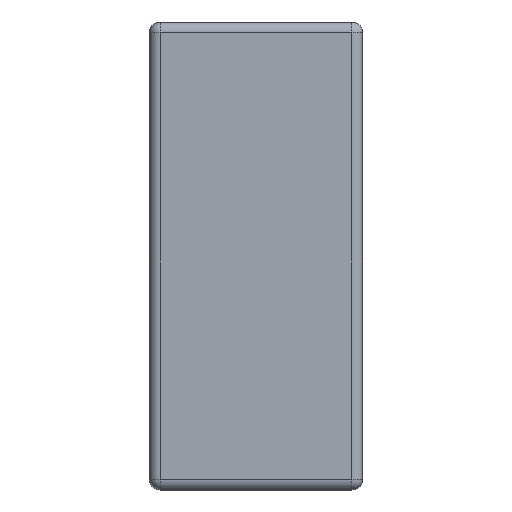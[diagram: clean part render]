
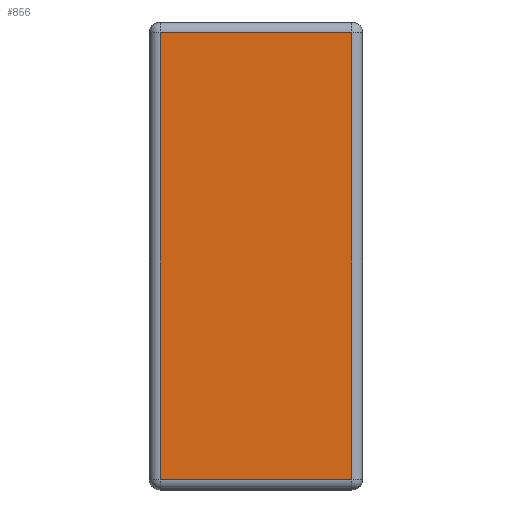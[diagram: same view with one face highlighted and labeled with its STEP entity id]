
A CAD part, left-side view. The second image highlights one B-rep face of the part: STEP entity #856.
In plain terms, the highlighted planar face has unit normal (-1, 0, 0).
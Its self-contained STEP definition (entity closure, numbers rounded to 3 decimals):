
#49=PLANE('',#982);
#93=LINE('',#1864,#146);
#96=LINE('',#1874,#149);
#102=LINE('',#1884,#155);
#103=LINE('',#1886,#156);
#146=VECTOR('',#1222,10.);
#149=VECTOR('',#1237,10.);
#155=VECTOR('',#1251,10.);
#156=VECTOR('',#1254,10.);
#242=FACE_OUTER_BOUND('',#305,.T.);
#305=EDGE_LOOP('',(#778,#779,#780,#781));
#419=VERTEX_POINT('',#1830);
#422=VERTEX_POINT('',#1840);
#424=VERTEX_POINT('',#1845);
#428=VERTEX_POINT('',#1860);
#536=EDGE_CURVE('',#428,#424,#93,.T.);
#541=EDGE_CURVE('',#422,#428,#96,.T.);
#547=EDGE_CURVE('',#424,#419,#102,.T.);
#548=EDGE_CURVE('',#419,#422,#103,.T.);
#778=ORIENTED_EDGE('',*,*,#536,.F.);
#779=ORIENTED_EDGE('',*,*,#541,.F.);
#780=ORIENTED_EDGE('',*,*,#548,.F.);
#781=ORIENTED_EDGE('',*,*,#547,.F.);
#856=ADVANCED_FACE('',(#242),#49,.T.);
#982=AXIS2_PLACEMENT_3D('',#1889,#1258,#1259);
#1222=DIRECTION('',(0.,0.,-1.));
#1237=DIRECTION('',(0.,-1.,0.));
#1251=DIRECTION('',(0.,1.,0.));
#1254=DIRECTION('',(0.,0.,1.));
#1258=DIRECTION('center_axis',(-1.,0.,0.));
#1259=DIRECTION('ref_axis',(0.,0.,1.));
#1830=CARTESIAN_POINT('',(0.,9.5,0.5));
#1840=CARTESIAN_POINT('',(0.,9.5,21.441));
#1845=CARTESIAN_POINT('',(0.,0.5,0.5));
#1860=CARTESIAN_POINT('',(0.,0.5,21.441));
#1864=CARTESIAN_POINT('',(0.,0.5,5.5));
#1874=CARTESIAN_POINT('',(0.,0.,21.441));
#1884=CARTESIAN_POINT('',(0.,0.,0.5));
#1886=CARTESIAN_POINT('',(0.,9.5,5.5));
#1889=CARTESIAN_POINT('Origin',(0.,0.,0.));
